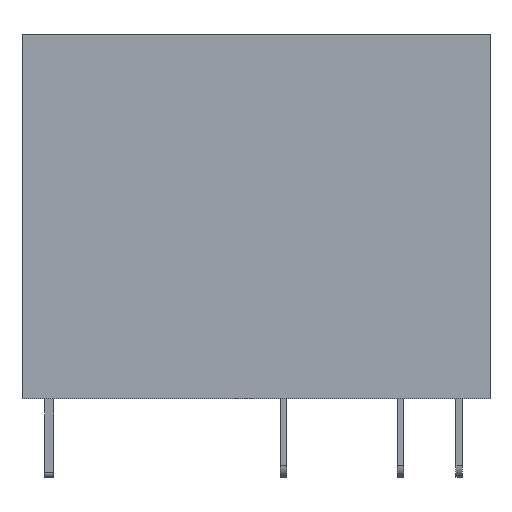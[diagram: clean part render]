
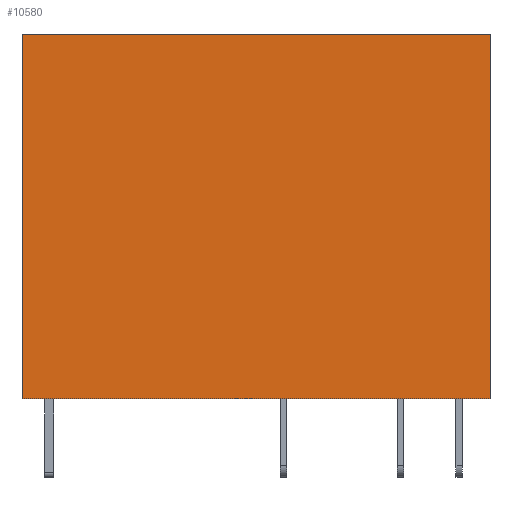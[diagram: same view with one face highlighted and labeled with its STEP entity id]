
A CAD part, front view. The second image highlights one B-rep face of the part: STEP entity #10580.
In plain terms, the highlighted planar face has unit normal (0, -1, 0).
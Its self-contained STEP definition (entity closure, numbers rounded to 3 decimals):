
#78 = CARTESIAN_POINT ( 'NONE',  ( -10.15, -5.15, 15.4 ) ) ;
#568 = VECTOR ( 'NONE', #7348, 1000. ) ;
#934 = VERTEX_POINT ( 'NONE', #15177 ) ;
#1251 = DIRECTION ( 'NONE',  ( 0., 1., 0. ) ) ;
#1362 = CARTESIAN_POINT ( 'NONE',  ( -10.15, -5.15, 15.4 ) ) ;
#2913 = EDGE_CURVE ( 'NONE', #14778, #934, #4560, .T. ) ;
#2964 = PLANE ( 'NONE',  #6970 ) ;
#3386 = ORIENTED_EDGE ( 'NONE', *, *, #8394, .F. ) ;
#3743 = ORIENTED_EDGE ( 'NONE', *, *, #2913, .F. ) ;
#3744 = ORIENTED_EDGE ( 'NONE', *, *, #14792, .F. ) ;
#3855 = LINE ( 'NONE', #10947, #6779 ) ;
#4560 = LINE ( 'NONE', #13092, #9534 ) ;
#5750 = CARTESIAN_POINT ( 'NONE',  ( -10.15, -5.15, 15.4 ) ) ;
#6147 = VERTEX_POINT ( 'NONE', #14541 ) ;
#6779 = VECTOR ( 'NONE', #13246, 1000. ) ;
#6970 = AXIS2_PLACEMENT_3D ( 'NONE', #5750, #1251, #7230 ) ;
#7137 = LINE ( 'NONE', #10650, #7585 ) ;
#7230 = DIRECTION ( 'NONE',  ( 0., 0., 1. ) ) ;
#7318 = EDGE_LOOP ( 'NONE', ( #8018, #3744, #3743, #3386 ) ) ;
#7348 = DIRECTION ( 'NONE',  ( 0., 0., -1. ) ) ;
#7585 = VECTOR ( 'NONE', #11893, 1000. ) ;
#8011 = VERTEX_POINT ( 'NONE', #78 ) ;
#8018 = ORIENTED_EDGE ( 'NONE', *, *, #12266, .T. ) ;
#8394 = EDGE_CURVE ( 'NONE', #8011, #14778, #7137, .T. ) ;
#9516 = DIRECTION ( 'NONE',  ( 0., 0., -1. ) ) ;
#9534 = VECTOR ( 'NONE', #9516, 1000. ) ;
#10478 = CARTESIAN_POINT ( 'NONE',  ( 10.15, -5.15, 15.4 ) ) ;
#10580 = ADVANCED_FACE ( 'NONE', ( #11229 ), #2964, .F. ) ;
#10650 = CARTESIAN_POINT ( 'NONE',  ( -10.15, -5.15, 15.4 ) ) ;
#10947 = CARTESIAN_POINT ( 'NONE',  ( 10.15, -5.15, -0.4 ) ) ;
#11229 = FACE_OUTER_BOUND ( 'NONE', #7318, .T. ) ;
#11485 = LINE ( 'NONE', #1362, #568 ) ;
#11893 = DIRECTION ( 'NONE',  ( 1., 0., 0. ) ) ;
#12266 = EDGE_CURVE ( 'NONE', #8011, #6147, #11485, .T. ) ;
#13092 = CARTESIAN_POINT ( 'NONE',  ( 10.15, -5.15, 15.4 ) ) ;
#13246 = DIRECTION ( 'NONE',  ( -1., 0., 0. ) ) ;
#14541 = CARTESIAN_POINT ( 'NONE',  ( -10.15, -5.15, -0.4 ) ) ;
#14778 = VERTEX_POINT ( 'NONE', #10478 ) ;
#14792 = EDGE_CURVE ( 'NONE', #934, #6147, #3855, .T. ) ;
#15177 = CARTESIAN_POINT ( 'NONE',  ( 10.15, -5.15, -0.4 ) ) ;
